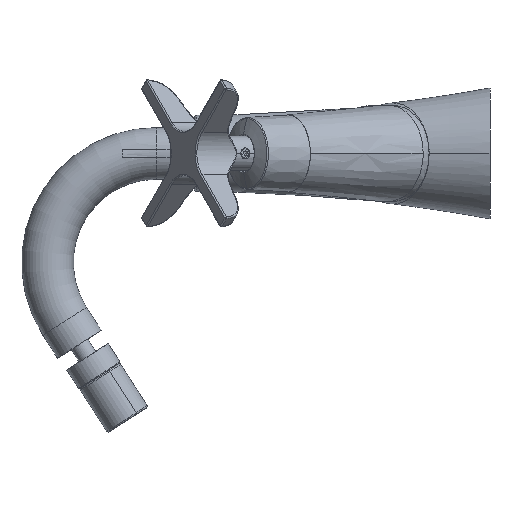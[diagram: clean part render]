
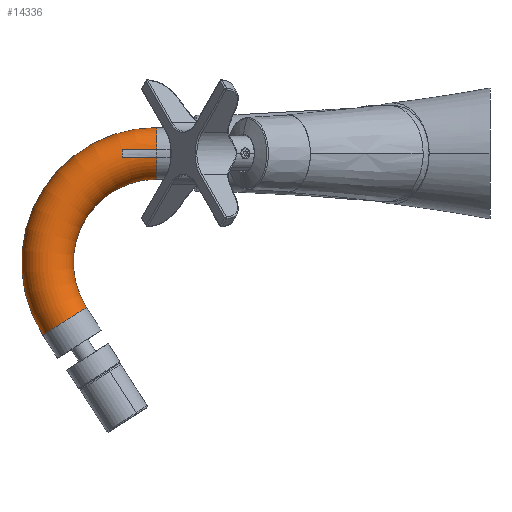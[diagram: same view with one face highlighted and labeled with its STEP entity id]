
A CAD part, left-side view. The second image highlights one B-rep face of the part: STEP entity #14336.
In plain terms, the highlighted toroidal (fillet/blend) face has major radius 40 mm and minor radius 9.5 mm.
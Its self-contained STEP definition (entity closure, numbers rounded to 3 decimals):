
#161 = CARTESIAN_POINT ( 'NONE',  ( 0., 156.029, -61.58 ) ) ;
#244 = AXIS2_PLACEMENT_3D ( 'NONE', #25476, #9478, #23914 ) ;
#289 = CARTESIAN_POINT ( 'NONE',  ( -9.065, 134.85, 1.022 ) ) ;
#325 = DIRECTION ( 'NONE',  ( 0., -1., 0. ) ) ;
#698 = VERTEX_POINT ( 'NONE', #16956 ) ;
#1292 = EDGE_CURVE ( 'NONE', #17088, #2416, #19977, .T. ) ;
#1307 = CARTESIAN_POINT ( 'NONE',  ( -9.26, 129.664, 1.5 ) ) ;
#1333 = CARTESIAN_POINT ( 'NONE',  ( -9.483, 130.67, -1.5 ) ) ;
#1610 = CARTESIAN_POINT ( 'NONE',  ( -9.438, 128.055, -1.5 ) ) ;
#2066 = CARTESIAN_POINT ( 'NONE',  ( 0., 122.35, -9.5 ) ) ;
#2138 = CARTESIAN_POINT ( 'NONE',  ( -8.893, 134.85, 1.5 ) ) ;
#2284 = CARTESIAN_POINT ( 'NONE',  ( -9.402, 134.85, -0.48 ) ) ;
#2416 = VERTEX_POINT ( 'NONE', #4795 ) ;
#2481 = CIRCLE ( 'NONE', #24934, 49.5 ) ;
#4365 = B_SPLINE_CURVE_WITH_KNOTS ( 'NONE', 3,
 ( #6927, #20473, #2284, #14646, #289, #22592 ),
 .UNSPECIFIED., .F., .F.,
 ( 4, 2, 4 ),
 ( 0.059, 0.061, 0.062 ),
 .UNSPECIFIED. ) ;
#4551 = EDGE_CURVE ( 'NONE', #21028, #698, #24737, .T. ) ;
#4795 = CARTESIAN_POINT ( 'NONE',  ( -9.381, 122.35, 1.5 ) ) ;
#5271 = EDGE_CURVE ( 'NONE', #24033, #21028, #13366, .T. ) ;
#5437 = DIRECTION ( 'NONE',  ( 0., -1., 0. ) ) ;
#5739 = CARTESIAN_POINT ( 'NONE',  ( -9.52, 132.762, -1.5 ) ) ;
#5872 = CARTESIAN_POINT ( 'NONE',  ( -9.388, 124.426, -1.5 ) ) ;
#6207 = ORIENTED_EDGE ( 'NONE', *, *, #11436, .T. ) ;
#6927 = CARTESIAN_POINT ( 'NONE',  ( -9.488, 134.85, -1.5 ) ) ;
#7313 = DIRECTION ( 'NONE',  ( 0., 1., 0. ) ) ;
#8280 = DIRECTION ( 'NONE',  ( 1., 0., 0. ) ) ;
#8412 = DIRECTION ( 'NONE',  ( 0., -0.54, -0.842 ) ) ;
#8641 = CIRCLE ( 'NONE', #13316, 9.5 ) ;
#9038 = CARTESIAN_POINT ( 'NONE',  ( -9.381, 124.439, 1.5 ) ) ;
#9178 = CARTESIAN_POINT ( 'NONE',  ( -9.215, 130.704, 1.5 ) ) ;
#9478 = DIRECTION ( 'NONE',  ( -1., 0., 0. ) ) ;
#9641 = ORIENTED_EDGE ( 'NONE', *, *, #1292, .T. ) ;
#9737 = CARTESIAN_POINT ( 'NONE',  ( -9.488, 134.85, -1.5 ) ) ;
#11228 = VERTEX_POINT ( 'NONE', #11611 ) ;
#11266 = CIRCLE ( 'NONE', #26033, 9.5 ) ;
#11436 = EDGE_CURVE ( 'NONE', #18730, #17088, #4365, .T. ) ;
#11464 = CARTESIAN_POINT ( 'NONE',  ( -9.414, 126.501, -1.5 ) ) ;
#11611 = CARTESIAN_POINT ( 'NONE',  ( 0., 122.35, 9.5 ) ) ;
#11729 = CARTESIAN_POINT ( 'NONE',  ( -9.381, 122.35, -1.5 ) ) ;
#11995 = FACE_OUTER_BOUND ( 'NONE', #22769, .T. ) ;
#12061 = ORIENTED_EDGE ( 'NONE', *, *, #5271, .F. ) ;
#12156 = TOROIDAL_SURFACE ( 'NONE', #244, 40., 9.5 ) ;
#12662 = EDGE_CURVE ( 'NONE', #24033, #23246, #11266, .T. ) ;
#13183 = CARTESIAN_POINT ( 'NONE',  ( 0., 122.35, 0. ) ) ;
#13297 = CARTESIAN_POINT ( 'NONE',  ( -9.088, 132.782, 1.5 ) ) ;
#13316 = AXIS2_PLACEMENT_3D ( 'NONE', #13183, #7313, #15032 ) ;
#13366 = CIRCLE ( 'NONE', #14619, 30.5 ) ;
#13559 = CARTESIAN_POINT ( 'NONE',  ( 0., 122.35, -40. ) ) ;
#14076 = CARTESIAN_POINT ( 'NONE',  ( 0., 122.35, 0. ) ) ;
#14336 = ADVANCED_FACE ( 'NONE', ( #11995 ), #12156, .T. ) ;
#14619 = AXIS2_PLACEMENT_3D ( 'NONE', #22245, #18679, #325 ) ;
#14646 = CARTESIAN_POINT ( 'NONE',  ( -9.202, 134.85, 0.528 ) ) ;
#15032 = DIRECTION ( 'NONE',  ( 1., 0., 0. ) ) ;
#15362 = ORIENTED_EDGE ( 'NONE', *, *, #19561, .T. ) ;
#15645 = ORIENTED_EDGE ( 'NONE', *, *, #25837, .T. ) ;
#16065 = B_SPLINE_CURVE_WITH_KNOTS ( 'NONE', 3,
 ( #11729, #19667, #5872, #23507, #11464, #23639, #1610, #1333, #5739, #9737 ),
 .UNSPECIFIED., .F., .F.,
 ( 4, 2, 2, 2, 4 ),
 ( 0.135, 0.138, 0.14, 0.141, 0.148 ),
 .UNSPECIFIED. ) ;
#16174 = CARTESIAN_POINT ( 'NONE',  ( -9.488, 134.85, -1.5 ) ) ;
#16849 = ORIENTED_EDGE ( 'NONE', *, *, #12662, .T. ) ;
#16896 = CARTESIAN_POINT ( 'NONE',  ( -9.381, 122.35, -1.5 ) ) ;
#16956 = CARTESIAN_POINT ( 'NONE',  ( 0., 164.028, -66.705 ) ) ;
#17088 = VERTEX_POINT ( 'NONE', #2138 ) ;
#17149 = CARTESIAN_POINT ( 'NONE',  ( -9.381, 122.35, 1.5 ) ) ;
#18679 = DIRECTION ( 'NONE',  ( -1., 0., 0. ) ) ;
#18730 = VERTEX_POINT ( 'NONE', #16174 ) ;
#19128 = CARTESIAN_POINT ( 'NONE',  ( -8.893, 134.85, 1.5 ) ) ;
#19561 = EDGE_CURVE ( 'NONE', #2416, #11228, #8641, .T. ) ;
#19667 = CARTESIAN_POINT ( 'NONE',  ( -9.381, 123.388, -1.5 ) ) ;
#19977 = B_SPLINE_CURVE_WITH_KNOTS ( 'NONE', 3,
 ( #19128, #25564, #13297, #9178, #1307, #22955, #9038, #17149 ),
 .UNSPECIFIED., .F., .F.,
 ( 4, 2, 2, 4 ),
 ( 0.117, 0.121, 0.124, 0.13 ),
 .UNSPECIFIED. ) ;
#20473 = CARTESIAN_POINT ( 'NONE',  ( -9.463, 134.85, -0.988 ) ) ;
#20886 = ORIENTED_EDGE ( 'NONE', *, *, #4551, .F. ) ;
#20933 = DIRECTION ( 'NONE',  ( 1., 0., 0. ) ) ;
#21028 = VERTEX_POINT ( 'NONE', #24964 ) ;
#21632 = ORIENTED_EDGE ( 'NONE', *, *, #25019, .T. ) ;
#22147 = DIRECTION ( 'NONE',  ( 0., 1., 0. ) ) ;
#22245 = CARTESIAN_POINT ( 'NONE',  ( 0., 122.35, -40. ) ) ;
#22592 = CARTESIAN_POINT ( 'NONE',  ( -8.893, 134.85, 1.5 ) ) ;
#22769 = EDGE_LOOP ( 'NONE', ( #15362, #21632, #20886, #12061, #16849, #15645, #6207, #9641 ) ) ;
#22955 = CARTESIAN_POINT ( 'NONE',  ( -9.36, 126.529, 1.5 ) ) ;
#23246 = VERTEX_POINT ( 'NONE', #16896 ) ;
#23507 = CARTESIAN_POINT ( 'NONE',  ( -9.406, 125.982, -1.5 ) ) ;
#23608 = DIRECTION ( 'NONE',  ( -1., 0., 0. ) ) ;
#23639 = CARTESIAN_POINT ( 'NONE',  ( -9.43, 127.539, -1.5 ) ) ;
#23914 = DIRECTION ( 'NONE',  ( 0., 0., 1. ) ) ;
#24033 = VERTEX_POINT ( 'NONE', #2066 ) ;
#24737 = CIRCLE ( 'NONE', #25551, 9.5 ) ;
#24934 = AXIS2_PLACEMENT_3D ( 'NONE', #13559, #23608, #5437 ) ;
#24964 = CARTESIAN_POINT ( 'NONE',  ( 0., 148.03, -56.455 ) ) ;
#25019 = EDGE_CURVE ( 'NONE', #11228, #698, #2481, .T. ) ;
#25476 = CARTESIAN_POINT ( 'NONE',  ( 0., 122.35, -40. ) ) ;
#25551 = AXIS2_PLACEMENT_3D ( 'NONE', #161, #8412, #8280 ) ;
#25564 = CARTESIAN_POINT ( 'NONE',  ( -9.005, 133.818, 1.5 ) ) ;
#25837 = EDGE_CURVE ( 'NONE', #23246, #18730, #16065, .T. ) ;
#26033 = AXIS2_PLACEMENT_3D ( 'NONE', #14076, #22147, #20933 ) ;
